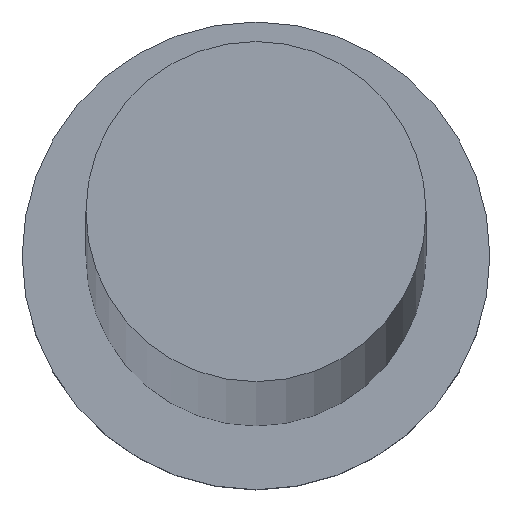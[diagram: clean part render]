
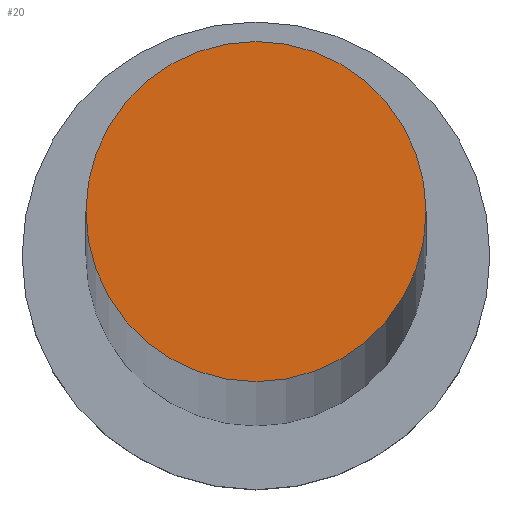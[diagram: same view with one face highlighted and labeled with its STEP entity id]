
A CAD part, top view. The second image highlights one B-rep face of the part: STEP entity #20.
In plain terms, the highlighted planar face has unit normal (0, 0, 1).
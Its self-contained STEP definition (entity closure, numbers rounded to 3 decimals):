
#17 = EDGE_CURVE ( 'NONE', #153, #33, #223, .T. ) ;
#19 = ORIENTED_EDGE ( 'NONE', *, *, #220, .T. ) ;
#20 = ADVANCED_FACE ( 'NONE', ( #37 ), #230, .T. ) ;
#22 = DIRECTION ( 'NONE',  ( 0., 0., 1. ) ) ;
#33 = VERTEX_POINT ( 'NONE', #215 ) ;
#37 = FACE_OUTER_BOUND ( 'NONE', #170, .T. ) ;
#50 = CARTESIAN_POINT ( 'NONE',  ( -8., 0., 1200. ) ) ;
#58 = DIRECTION ( 'NONE',  ( 1., 0., 0. ) ) ;
#61 = CIRCLE ( 'NONE', #97, 8. ) ;
#94 = CARTESIAN_POINT ( 'NONE',  ( 0., 0., 1200. ) ) ;
#97 = AXIS2_PLACEMENT_3D ( 'NONE', #242, #22, #202 ) ;
#116 = CARTESIAN_POINT ( 'NONE',  ( 0., 0., 1200. ) ) ;
#119 = AXIS2_PLACEMENT_3D ( 'NONE', #116, #158, #137 ) ;
#133 = ORIENTED_EDGE ( 'NONE', *, *, #17, .T. ) ;
#137 = DIRECTION ( 'NONE',  ( 1., 0., 0. ) ) ;
#153 = VERTEX_POINT ( 'NONE', #50 ) ;
#158 = DIRECTION ( 'NONE',  ( 0., 0., 1. ) ) ;
#170 = EDGE_LOOP ( 'NONE', ( #133, #19 ) ) ;
#171 = DIRECTION ( 'NONE',  ( 0., 0., 1. ) ) ;
#202 = DIRECTION ( 'NONE',  ( 1., 0., 0. ) ) ;
#215 = CARTESIAN_POINT ( 'NONE',  ( 8., 0., 1200. ) ) ;
#220 = EDGE_CURVE ( 'NONE', #33, #153, #61, .T. ) ;
#223 = CIRCLE ( 'NONE', #247, 8. ) ;
#230 = PLANE ( 'NONE',  #119 ) ;
#242 = CARTESIAN_POINT ( 'NONE',  ( 0., 0., 1200. ) ) ;
#247 = AXIS2_PLACEMENT_3D ( 'NONE', #94, #171, #58 ) ;
